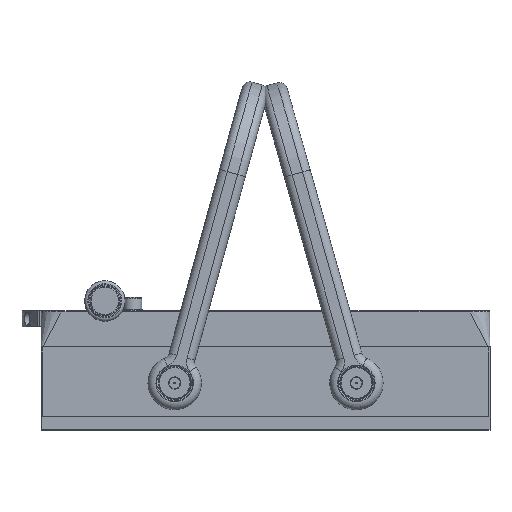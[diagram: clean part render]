
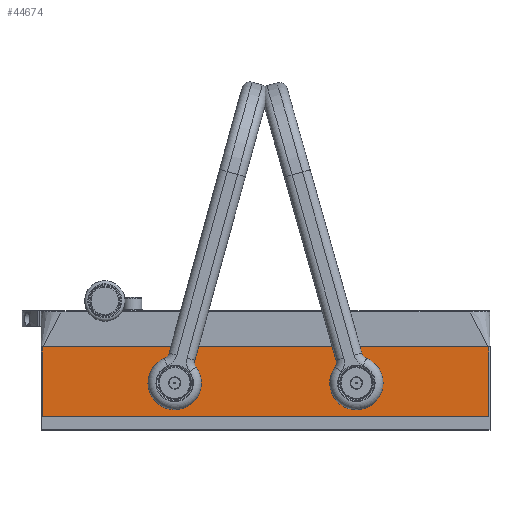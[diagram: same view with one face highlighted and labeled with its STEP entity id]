
A CAD part, top view. The second image highlights one B-rep face of the part: STEP entity #44674.
In plain terms, the highlighted planar face has unit normal (0, 0, 1).
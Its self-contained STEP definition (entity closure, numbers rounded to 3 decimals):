
#398=FACE_BOUND($,#6315,.T.);
#399=FACE_BOUND($,#6316,.T.);
#3510=CIRCLE($,#46152,6.);
#3511=CIRCLE($,#46153,6.);
#3512=CIRCLE($,#46154,6.);
#3513=CIRCLE($,#46155,6.);
#4773=FACE_OUTER_BOUND($,#6314,.T.);
#6314=EDGE_LOOP($,(#34811,#34812,#34813,#34814));
#6315=EDGE_LOOP($,(#34815,#34816));
#6316=EDGE_LOOP($,(#34817,#34818));
#8280=LINE($,#69306,#14214);
#8281=LINE($,#69309,#14215);
#8282=LINE($,#69311,#14216);
#8283=LINE($,#69312,#14217);
#14214=VECTOR($,#48816,52.);
#14215=VECTOR($,#48819,334.);
#14216=VECTOR($,#48820,52.);
#14217=VECTOR($,#48821,334.);
#20232=VERTEX_POINT($,#69300);
#20234=VERTEX_POINT($,#69304);
#20235=VERTEX_POINT($,#69308);
#20236=VERTEX_POINT($,#69310);
#20237=VERTEX_POINT($,#69313);
#20238=VERTEX_POINT($,#69314);
#20239=VERTEX_POINT($,#69317);
#20240=VERTEX_POINT($,#69318);
#26744=EDGE_CURVE($,#20232,#20234,#8280,.T.);
#26745=EDGE_CURVE($,#20234,#20235,#8281,.T.);
#26746=EDGE_CURVE($,#20235,#20236,#8282,.T.);
#26747=EDGE_CURVE($,#20232,#20236,#8283,.T.);
#26748=EDGE_CURVE($,#20237,#20238,#3510,.T.);
#26749=EDGE_CURVE($,#20238,#20237,#3511,.T.);
#26750=EDGE_CURVE($,#20239,#20240,#3512,.T.);
#26751=EDGE_CURVE($,#20240,#20239,#3513,.T.);
#34811=ORIENTED_EDGE($,*,*,#26745,.T.);
#34812=ORIENTED_EDGE($,*,*,#26746,.T.);
#34813=ORIENTED_EDGE($,*,*,#26747,.F.);
#34814=ORIENTED_EDGE($,*,*,#26744,.T.);
#34815=ORIENTED_EDGE($,*,*,#26748,.F.);
#34816=ORIENTED_EDGE($,*,*,#26749,.F.);
#34817=ORIENTED_EDGE($,*,*,#26750,.F.);
#34818=ORIENTED_EDGE($,*,*,#26751,.F.);
#43612=PLANE($,#46151);
#44674=ADVANCED_FACE($,(#4773,#398,#399),#43612,.F.);
#46151=AXIS2_PLACEMENT_3D($,#69307,#48817,#48818);
#46152=AXIS2_PLACEMENT_3D($,#69315,#48822,#48823);
#46153=AXIS2_PLACEMENT_3D($,#69316,#48824,#48825);
#46154=AXIS2_PLACEMENT_3D($,#69319,#48826,#48827);
#46155=AXIS2_PLACEMENT_3D($,#69320,#48828,#48829);
#48816=DIRECTION($,(0.,-1.,0.));
#48817=DIRECTION('center_axis',(0.,0.,-1.));
#48818=DIRECTION('ref_axis',(-1.,0.,0.));
#48819=DIRECTION($,(1.,0.,0.));
#48820=DIRECTION($,(0.,1.,0.));
#48821=DIRECTION($,(1.,0.,0.));
#48822=DIRECTION('center_axis',(0.,0.,1.));
#48823=DIRECTION('ref_axis',(1.,0.,0.));
#48824=DIRECTION('center_axis',(0.,0.,1.));
#48825=DIRECTION('ref_axis',(1.,0.,0.));
#48826=DIRECTION('center_axis',(0.,0.,1.));
#48827=DIRECTION('ref_axis',(1.,0.,0.));
#48828=DIRECTION('center_axis',(0.,0.,1.));
#48829=DIRECTION('ref_axis',(1.,0.,0.));
#69300=CARTESIAN_POINT('',(1.,-27.17,0.));
#69304=CARTESIAN_POINT('',(1.,-79.17,0.));
#69306=CARTESIAN_POINT($,(1.,-27.17,0.));
#69307=CARTESIAN_POINT('Origin',(0.,-27.17,0.));
#69308=CARTESIAN_POINT('',(335.,-79.17,0.));
#69309=CARTESIAN_POINT($,(1.,-79.17,0.));
#69310=CARTESIAN_POINT('',(335.,-27.17,0.));
#69311=CARTESIAN_POINT($,(335.,-79.17,0.));
#69312=CARTESIAN_POINT($,(1.,-27.17,0.));
#69313=CARTESIAN_POINT('',(242.,-54.17,0.));
#69314=CARTESIAN_POINT('',(230.,-54.17,0.));
#69315=CARTESIAN_POINT('Origin',(236.,-54.17,0.));
#69316=CARTESIAN_POINT('Origin',(236.,-54.17,0.));
#69317=CARTESIAN_POINT('',(106.,-54.17,0.));
#69318=CARTESIAN_POINT('',(94.,-54.17,0.));
#69319=CARTESIAN_POINT('Origin',(100.,-54.17,0.));
#69320=CARTESIAN_POINT('Origin',(100.,-54.17,0.));
